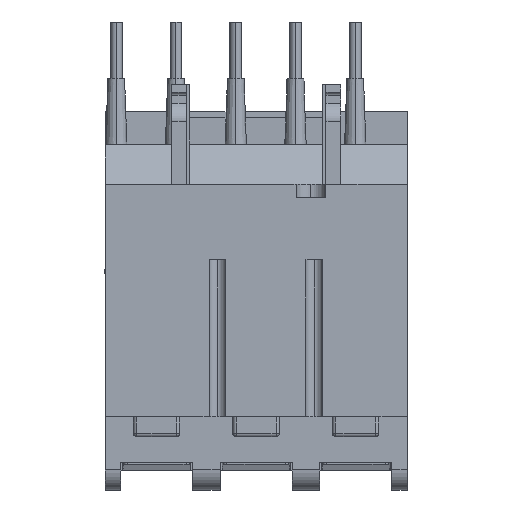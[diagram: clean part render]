
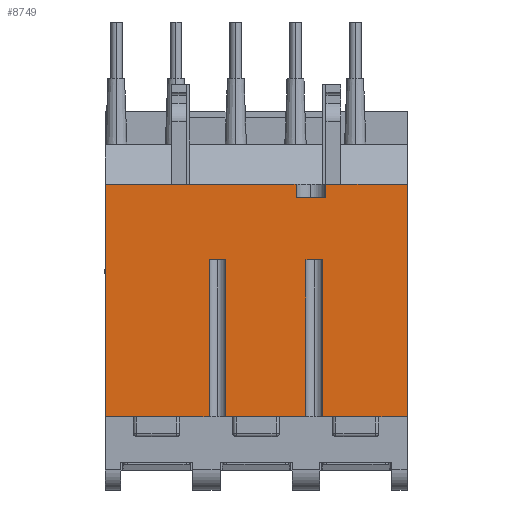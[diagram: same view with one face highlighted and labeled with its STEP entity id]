
A CAD part, top view. The second image highlights one B-rep face of the part: STEP entity #8749.
In plain terms, the highlighted planar face has unit normal (0, 0, 1).
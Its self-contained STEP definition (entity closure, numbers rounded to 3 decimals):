
#396 = VECTOR ( 'NONE', #14430, 1000. ) ;
#900 = EDGE_CURVE ( 'NONE', #30605, #33166, #5337, .T. ) ;
#1137 = EDGE_CURVE ( 'NONE', #3425, #26452, #6075, .T. ) ;
#1236 = VECTOR ( 'NONE', #30182, 1000. ) ;
#1262 = VECTOR ( 'NONE', #2921, 1000. ) ;
#2352 = CARTESIAN_POINT ( 'NONE',  ( 10.5, 33.086, 38.433 ) ) ;
#2590 = CARTESIAN_POINT ( 'NONE',  ( -22.75, 18.764, 38.433 ) ) ;
#2861 = CARTESIAN_POINT ( 'NONE',  ( -4.6, 7.364, 38.433 ) ) ;
#2921 = DIRECTION ( 'NONE',  ( -1., 0., 0. ) ) ;
#3425 = VERTEX_POINT ( 'NONE', #27207 ) ;
#3589 = VECTOR ( 'NONE', #33466, 1000. ) ;
#4051 = EDGE_LOOP ( 'NONE', ( #31847, #34463, #30287, #20922, #8169, #13200, #11566, #9482, #30214, #23038, #16484, #23921, #20698, #25967, #8050, #18977 ) ) ;
#4855 = CARTESIAN_POINT ( 'NONE',  ( 6., 18.764, 38.433 ) ) ;
#4864 = CARTESIAN_POINT ( 'NONE',  ( 22.75, 7.364, 38.433 ) ) ;
#5040 = CARTESIAN_POINT ( 'NONE',  ( 22.75, -16.236, 38.433 ) ) ;
#5211 = EDGE_CURVE ( 'NONE', #23358, #3425, #7643, .T. ) ;
#5291 = VECTOR ( 'NONE', #28618, 1000. ) ;
#5337 = LINE ( 'NONE', #25437, #17497 ) ;
#6075 = LINE ( 'NONE', #21865, #19532 ) ;
#6081 = CARTESIAN_POINT ( 'NONE',  ( 10., -16.236, 38.433 ) ) ;
#6132 = LINE ( 'NONE', #7144, #5291 ) ;
#6323 = CARTESIAN_POINT ( 'NONE',  ( 22.75, -16.236, 38.433 ) ) ;
#6622 = CARTESIAN_POINT ( 'NONE',  ( -22.75, -16.236, 38.433 ) ) ;
#6866 = VECTOR ( 'NONE', #10727, 1000. ) ;
#6925 = DIRECTION ( 'NONE',  ( -1., 0., 0. ) ) ;
#7073 = LINE ( 'NONE', #18146, #32233 ) ;
#7144 = CARTESIAN_POINT ( 'NONE',  ( 22.75, -16.236, 38.433 ) ) ;
#7274 = EDGE_CURVE ( 'NONE', #15900, #21877, #7073, .T. ) ;
#7360 = VECTOR ( 'NONE', #30485, 1000. ) ;
#7643 = LINE ( 'NONE', #27793, #396 ) ;
#7752 = DIRECTION ( 'NONE',  ( -1., 0., 0. ) ) ;
#7826 = VERTEX_POINT ( 'NONE', #13380 ) ;
#8050 = ORIENTED_EDGE ( 'NONE', *, *, #27868, .F. ) ;
#8127 = EDGE_CURVE ( 'NONE', #15900, #13789, #9325, .T. ) ;
#8169 = ORIENTED_EDGE ( 'NONE', *, *, #20105, .T. ) ;
#8308 = LINE ( 'NONE', #4864, #14618 ) ;
#8358 = VECTOR ( 'NONE', #16033, 1000. ) ;
#8426 = CARTESIAN_POINT ( 'NONE',  ( 6., 16.764, 38.433 ) ) ;
#8749 = ADVANCED_FACE ( 'NONE', ( #9214 ), #23675, .F. ) ;
#9214 = FACE_OUTER_BOUND ( 'NONE', #4051, .T. ) ;
#9295 = LINE ( 'NONE', #14114, #1236 ) ;
#9325 = LINE ( 'NONE', #21728, #1262 ) ;
#9482 = ORIENTED_EDGE ( 'NONE', *, *, #900, .F. ) ;
#9657 = CARTESIAN_POINT ( 'NONE',  ( 7.5, 7.364, 38.433 ) ) ;
#10125 = LINE ( 'NONE', #2861, #23516 ) ;
#10727 = DIRECTION ( 'NONE',  ( -1., 0., 0. ) ) ;
#11566 = ORIENTED_EDGE ( 'NONE', *, *, #18925, .F. ) ;
#11655 = EDGE_CURVE ( 'NONE', #16320, #7826, #27429, .T. ) ;
#12709 = VERTEX_POINT ( 'NONE', #6081 ) ;
#12853 = CARTESIAN_POINT ( 'NONE',  ( 22.75, -16.236, 38.433 ) ) ;
#13200 = ORIENTED_EDGE ( 'NONE', *, *, #32897, .F. ) ;
#13380 = CARTESIAN_POINT ( 'NONE',  ( 10.5, 18.764, 38.433 ) ) ;
#13789 = VERTEX_POINT ( 'NONE', #2590 ) ;
#13979 = DIRECTION ( 'NONE',  ( 0., -1., 0. ) ) ;
#14114 = CARTESIAN_POINT ( 'NONE',  ( 22.75, 16.764, 38.433 ) ) ;
#14430 = DIRECTION ( 'NONE',  ( 0., -1., 0. ) ) ;
#14618 = VECTOR ( 'NONE', #18297, 1000. ) ;
#14928 = DIRECTION ( 'NONE',  ( 0., -1., 0. ) ) ;
#15352 = LINE ( 'NONE', #6323, #7360 ) ;
#15900 = VERTEX_POINT ( 'NONE', #4855 ) ;
#16033 = DIRECTION ( 'NONE',  ( 0., 1., 0. ) ) ;
#16282 = DIRECTION ( 'NONE',  ( 0., -1., 0. ) ) ;
#16320 = VERTEX_POINT ( 'NONE', #30641 ) ;
#16484 = ORIENTED_EDGE ( 'NONE', *, *, #5211, .F. ) ;
#17452 = EDGE_CURVE ( 'NONE', #30605, #26452, #10125, .T. ) ;
#17497 = VECTOR ( 'NONE', #6925, 1000. ) ;
#17499 = CARTESIAN_POINT ( 'NONE',  ( -7.1, -16.236, 38.433 ) ) ;
#18120 = EDGE_CURVE ( 'NONE', #24273, #23358, #8308, .T. ) ;
#18146 = CARTESIAN_POINT ( 'NONE',  ( 6., 33.086, 38.433 ) ) ;
#18244 = EDGE_CURVE ( 'NONE', #26156, #7826, #22613, .T. ) ;
#18297 = DIRECTION ( 'NONE',  ( -1., 0., 0. ) ) ;
#18518 = AXIS2_PLACEMENT_3D ( 'NONE', #5040, #23787, #7752 ) ;
#18925 = EDGE_CURVE ( 'NONE', #33166, #21495, #29640, .T. ) ;
#18977 = ORIENTED_EDGE ( 'NONE', *, *, #11655, .T. ) ;
#19141 = DIRECTION ( 'NONE',  ( -1., 0., 0. ) ) ;
#19532 = VECTOR ( 'NONE', #19141, 1000. ) ;
#19554 = CARTESIAN_POINT ( 'NONE',  ( 10., 7.364, 38.433 ) ) ;
#20105 = EDGE_CURVE ( 'NONE', #13789, #31398, #25865, .T. ) ;
#20698 = ORIENTED_EDGE ( 'NONE', *, *, #27317, .T. ) ;
#20922 = ORIENTED_EDGE ( 'NONE', *, *, #8127, .T. ) ;
#21495 = VERTEX_POINT ( 'NONE', #17499 ) ;
#21728 = CARTESIAN_POINT ( 'NONE',  ( 22.75, 18.764, 38.433 ) ) ;
#21865 = CARTESIAN_POINT ( 'NONE',  ( 22.75, -16.236, 38.433 ) ) ;
#21877 = VERTEX_POINT ( 'NONE', #8426 ) ;
#22220 = EDGE_CURVE ( 'NONE', #28011, #12709, #22327, .T. ) ;
#22327 = LINE ( 'NONE', #12853, #29446 ) ;
#22517 = VECTOR ( 'NONE', #13979, 1000. ) ;
#22613 = LINE ( 'NONE', #2352, #8358 ) ;
#22821 = CARTESIAN_POINT ( 'NONE',  ( -4.6, 7.364, 38.433 ) ) ;
#23038 = ORIENTED_EDGE ( 'NONE', *, *, #1137, .F. ) ;
#23330 = CARTESIAN_POINT ( 'NONE',  ( -7.1, 7.364, 38.433 ) ) ;
#23358 = VERTEX_POINT ( 'NONE', #9657 ) ;
#23516 = VECTOR ( 'NONE', #16282, 1000. ) ;
#23675 = PLANE ( 'NONE',  #18518 ) ;
#23787 = DIRECTION ( 'NONE',  ( 0., 0., -1. ) ) ;
#23873 = CARTESIAN_POINT ( 'NONE',  ( 22.75, -16.236, 38.433 ) ) ;
#23921 = ORIENTED_EDGE ( 'NONE', *, *, #18120, .F. ) ;
#24152 = CARTESIAN_POINT ( 'NONE',  ( 22.75, 18.764, 38.433 ) ) ;
#24273 = VERTEX_POINT ( 'NONE', #19554 ) ;
#24454 = CARTESIAN_POINT ( 'NONE',  ( -4.6, -16.236, 38.433 ) ) ;
#25437 = CARTESIAN_POINT ( 'NONE',  ( 22.75, 7.364, 38.433 ) ) ;
#25865 = LINE ( 'NONE', #6622, #3589 ) ;
#25902 = CARTESIAN_POINT ( 'NONE',  ( 10.5, 16.764, 38.433 ) ) ;
#25924 = CARTESIAN_POINT ( 'NONE',  ( -22.75, -16.236, 38.433 ) ) ;
#25967 = ORIENTED_EDGE ( 'NONE', *, *, #22220, .F. ) ;
#26156 = VERTEX_POINT ( 'NONE', #25902 ) ;
#26452 = VERTEX_POINT ( 'NONE', #24454 ) ;
#27207 = CARTESIAN_POINT ( 'NONE',  ( 7.5, -16.236, 38.433 ) ) ;
#27317 = EDGE_CURVE ( 'NONE', #24273, #12709, #32267, .T. ) ;
#27357 = CARTESIAN_POINT ( 'NONE',  ( -7.1, 7.364, 38.433 ) ) ;
#27429 = LINE ( 'NONE', #24152, #6866 ) ;
#27793 = CARTESIAN_POINT ( 'NONE',  ( 7.5, 7.364, 38.433 ) ) ;
#27868 = EDGE_CURVE ( 'NONE', #16320, #28011, #6132, .T. ) ;
#28011 = VERTEX_POINT ( 'NONE', #23873 ) ;
#28618 = DIRECTION ( 'NONE',  ( 0., -1., 0. ) ) ;
#28942 = DIRECTION ( 'NONE',  ( -1., 0., 0. ) ) ;
#29237 = EDGE_CURVE ( 'NONE', #21877, #26156, #9295, .T. ) ;
#29446 = VECTOR ( 'NONE', #28942, 1000. ) ;
#29640 = LINE ( 'NONE', #27357, #22517 ) ;
#30182 = DIRECTION ( 'NONE',  ( 1., 0., 0. ) ) ;
#30214 = ORIENTED_EDGE ( 'NONE', *, *, #17452, .T. ) ;
#30287 = ORIENTED_EDGE ( 'NONE', *, *, #7274, .F. ) ;
#30485 = DIRECTION ( 'NONE',  ( -1., 0., 0. ) ) ;
#30605 = VERTEX_POINT ( 'NONE', #22821 ) ;
#30641 = CARTESIAN_POINT ( 'NONE',  ( 22.75, 18.764, 38.433 ) ) ;
#31398 = VERTEX_POINT ( 'NONE', #25924 ) ;
#31433 = VECTOR ( 'NONE', #14928, 1000. ) ;
#31847 = ORIENTED_EDGE ( 'NONE', *, *, #18244, .F. ) ;
#32233 = VECTOR ( 'NONE', #34143, 1000. ) ;
#32267 = LINE ( 'NONE', #33653, #31433 ) ;
#32897 = EDGE_CURVE ( 'NONE', #21495, #31398, #15352, .T. ) ;
#33166 = VERTEX_POINT ( 'NONE', #23330 ) ;
#33466 = DIRECTION ( 'NONE',  ( 0., -1., 0. ) ) ;
#33653 = CARTESIAN_POINT ( 'NONE',  ( 10., 7.364, 38.433 ) ) ;
#34143 = DIRECTION ( 'NONE',  ( 0., -1., 0. ) ) ;
#34463 = ORIENTED_EDGE ( 'NONE', *, *, #29237, .F. ) ;
